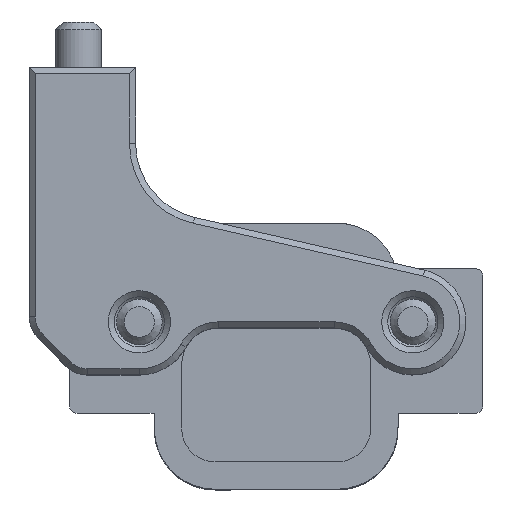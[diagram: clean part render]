
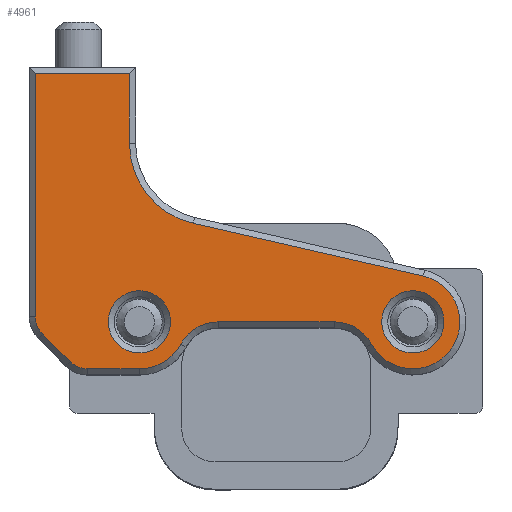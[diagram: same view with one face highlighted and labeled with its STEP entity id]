
A CAD part, top view. The second image highlights one B-rep face of the part: STEP entity #4961.
In plain terms, the highlighted face is planar.
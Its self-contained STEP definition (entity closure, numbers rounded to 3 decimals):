
#439=FACE_BOUND('',#963,.T.);
#440=FACE_BOUND('',#964,.T.);
#462=PLANE('',#5331);
#655=FACE_OUTER_BOUND('',#962,.T.);
#962=EDGE_LOOP('',(#3396,#3397,#3398,#3399,#3400,#3401,#3402,#3403,#3404,
#3405,#3406,#3407,#3408,#3409));
#963=EDGE_LOOP('',(#3410));
#964=EDGE_LOOP('',(#3411));
#1292=LINE('',#7257,#1587);
#1293=LINE('',#7263,#1588);
#1294=LINE('',#7269,#1589);
#1295=LINE('',#7273,#1590);
#1296=LINE('',#7275,#1591);
#1297=LINE('',#7277,#1592);
#1298=LINE('',#7280,#1593);
#1587=VECTOR('',#5898,10.);
#1588=VECTOR('',#5903,10.);
#1589=VECTOR('',#5908,10.);
#1590=VECTOR('',#5911,10.);
#1591=VECTOR('',#5912,10.);
#1592=VECTOR('',#5913,10.);
#1593=VECTOR('',#5916,10.);
#1885=CIRCLE('',#5330,2.05);
#1886=CIRCLE('',#5332,1.6);
#1887=CIRCLE('',#5333,3.092);
#1888=CIRCLE('',#5334,2.8);
#1889=CIRCLE('',#5335,2.8);
#1890=CIRCLE('',#5336,3.092);
#1891=CIRCLE('',#5337,5.4);
#1892=CIRCLE('',#5338,1.6);
#1893=CIRCLE('',#5339,2.05);
#2096=VERTEX_POINT('',#7249);
#2097=VERTEX_POINT('',#7253);
#2098=VERTEX_POINT('',#7254);
#2099=VERTEX_POINT('',#7256);
#2100=VERTEX_POINT('',#7258);
#2101=VERTEX_POINT('',#7260);
#2102=VERTEX_POINT('',#7262);
#2103=VERTEX_POINT('',#7264);
#2104=VERTEX_POINT('',#7266);
#2105=VERTEX_POINT('',#7268);
#2106=VERTEX_POINT('',#7270);
#2107=VERTEX_POINT('',#7272);
#2108=VERTEX_POINT('',#7274);
#2109=VERTEX_POINT('',#7276);
#2110=VERTEX_POINT('',#7278);
#2111=VERTEX_POINT('',#7281);
#2597=EDGE_CURVE('',#2096,#2096,#1885,.T.);
#2599=EDGE_CURVE('',#2097,#2098,#1886,.T.);
#2600=EDGE_CURVE('',#2099,#2097,#1292,.T.);
#2601=EDGE_CURVE('',#2100,#2099,#1887,.T.);
#2602=EDGE_CURVE('',#2101,#2100,#1888,.T.);
#2603=EDGE_CURVE('',#2102,#2101,#1293,.T.);
#2604=EDGE_CURVE('',#2103,#2102,#1889,.T.);
#2605=EDGE_CURVE('',#2104,#2103,#1890,.T.);
#2606=EDGE_CURVE('',#2105,#2104,#1294,.T.);
#2607=EDGE_CURVE('',#2106,#2105,#1891,.T.);
#2608=EDGE_CURVE('',#2107,#2106,#1295,.T.);
#2609=EDGE_CURVE('',#2108,#2107,#1296,.T.);
#2610=EDGE_CURVE('',#2109,#2108,#1297,.T.);
#2611=EDGE_CURVE('',#2110,#2109,#1892,.T.);
#2612=EDGE_CURVE('',#2098,#2110,#1298,.T.);
#2613=EDGE_CURVE('',#2111,#2111,#1893,.T.);
#3396=ORIENTED_EDGE('',*,*,#2599,.F.);
#3397=ORIENTED_EDGE('',*,*,#2600,.F.);
#3398=ORIENTED_EDGE('',*,*,#2601,.F.);
#3399=ORIENTED_EDGE('',*,*,#2602,.F.);
#3400=ORIENTED_EDGE('',*,*,#2603,.F.);
#3401=ORIENTED_EDGE('',*,*,#2604,.F.);
#3402=ORIENTED_EDGE('',*,*,#2605,.F.);
#3403=ORIENTED_EDGE('',*,*,#2606,.F.);
#3404=ORIENTED_EDGE('',*,*,#2607,.F.);
#3405=ORIENTED_EDGE('',*,*,#2608,.F.);
#3406=ORIENTED_EDGE('',*,*,#2609,.F.);
#3407=ORIENTED_EDGE('',*,*,#2610,.F.);
#3408=ORIENTED_EDGE('',*,*,#2611,.F.);
#3409=ORIENTED_EDGE('',*,*,#2612,.F.);
#3410=ORIENTED_EDGE('',*,*,#2613,.F.);
#3411=ORIENTED_EDGE('',*,*,#2597,.F.);
#4961=ADVANCED_FACE('',(#655,#439,#440),#462,.T.);
#5330=AXIS2_PLACEMENT_3D('',#7250,#5891,#5892);
#5331=AXIS2_PLACEMENT_3D('',#7252,#5894,#5895);
#5332=AXIS2_PLACEMENT_3D('',#7255,#5896,#5897);
#5333=AXIS2_PLACEMENT_3D('',#7259,#5899,#5900);
#5334=AXIS2_PLACEMENT_3D('',#7261,#5901,#5902);
#5335=AXIS2_PLACEMENT_3D('',#7265,#5904,#5905);
#5336=AXIS2_PLACEMENT_3D('',#7267,#5906,#5907);
#5337=AXIS2_PLACEMENT_3D('',#7271,#5909,#5910);
#5338=AXIS2_PLACEMENT_3D('',#7279,#5914,#5915);
#5339=AXIS2_PLACEMENT_3D('',#7282,#5917,#5918);
#5891=DIRECTION('center_axis',(0.,0.,
-1.));
#5892=DIRECTION('ref_axis',(0.574,0.819,0.));
#5894=DIRECTION('center_axis',(0.,0.,
-1.));
#5895=DIRECTION('ref_axis',(0.574,0.819,0.));
#5896=DIRECTION('center_axis',(0.,0.,
1.));
#5897=DIRECTION('ref_axis',(0.383,-0.924,0.));
#5898=DIRECTION('',(1.,0.,0.));
#5899=DIRECTION('center_axis',(0.,0.,
1.));
#5900=DIRECTION('ref_axis',(0.,-1.,0.));
#5901=DIRECTION('center_axis',(0.,0.,
-1.));
#5902=DIRECTION('ref_axis',(0.,1.,0.));
#5903=DIRECTION('',(1.,0.,0.));
#5904=DIRECTION('center_axis',(0.,0.,
-1.));
#5905=DIRECTION('ref_axis',(-1.,0.,0.));
#5906=DIRECTION('center_axis',(0.,0.,
1.));
#5907=DIRECTION('ref_axis',(-0.88,0.475,0.));
#5908=DIRECTION('',(-0.975,-0.223,0.));
#5909=DIRECTION('center_axis',(0.,0.,
-1.));
#5910=DIRECTION('ref_axis',(1.,0.,0.));
#5911=DIRECTION('',(0.,-1.,0.));
#5912=DIRECTION('',(-1.,0.,0.));
#5913=DIRECTION('',(0.,1.,0.));
#5914=DIRECTION('center_axis',(0.,0.,
1.));
#5915=DIRECTION('ref_axis',(0.924,-0.383,0.));
#5916=DIRECTION('',(0.707,0.707,0.));
#5917=DIRECTION('center_axis',(0.,0.,
-1.));
#5918=DIRECTION('ref_axis',(0.574,0.819,0.));
#7249=CARTESIAN_POINT('',(-14.676,-4.297,4.));
#7250=CARTESIAN_POINT('Origin',(-13.5,-2.618,4.));
#7252=CARTESIAN_POINT('Origin',(-17.256,2.492,4.));
#7253=CARTESIAN_POINT('',(-10.078,-5.71,4.));
#7254=CARTESIAN_POINT('',(-8.947,-5.241,4.));
#7255=CARTESIAN_POINT('Origin',(-10.078,-4.11,4.));
#7256=CARTESIAN_POINT('',(-13.5,-5.71,4.));
#7257=CARTESIAN_POINT('',(-13.253,-5.71,4.));
#7258=CARTESIAN_POINT('',(-16.22,-4.087,4.));
#7259=CARTESIAN_POINT('Origin',(-13.5,-2.618,4.));
#7260=CARTESIAN_POINT('',(-18.684,-2.618,4.));
#7261=CARTESIAN_POINT('Origin',(-18.684,-5.418,4.));
#7262=CARTESIAN_POINT('',(-26.316,-2.618,4.));
#7263=CARTESIAN_POINT('',(-17.97,-2.618,4.));
#7264=CARTESIAN_POINT('',(-28.78,-4.087,4.));
#7265=CARTESIAN_POINT('Origin',(-26.316,-5.418,4.));
#7266=CARTESIAN_POINT('',(-32.191,0.396,4.));
#7267=CARTESIAN_POINT('Origin',(-31.5,-2.618,4.));
#7268=CARTESIAN_POINT('',(-17.043,3.869,4.));
#7269=CARTESIAN_POINT('',(-24.868,2.074,4.));
#7270=CARTESIAN_POINT('',(-12.85,9.132,4.));
#7271=CARTESIAN_POINT('Origin',(-18.25,9.132,4.));
#7272=CARTESIAN_POINT('',(-12.85,13.732,4.));
#7273=CARTESIAN_POINT('',(-12.85,8.312,4.));
#7274=CARTESIAN_POINT('',(-6.65,13.732,4.));
#7275=CARTESIAN_POINT('',(-13.503,13.732,4.));
#7276=CARTESIAN_POINT('',(-6.65,-2.281,4.));
#7277=CARTESIAN_POINT('',(-6.65,8.312,4.));
#7278=CARTESIAN_POINT('',(-7.119,-3.413,4.));
#7279=CARTESIAN_POINT('Origin',(-8.25,-2.281,4.));
#7280=CARTESIAN_POINT('',(-7.884,-4.178,4.));
#7281=CARTESIAN_POINT('',(-32.676,-4.297,4.));
#7282=CARTESIAN_POINT('Origin',(-31.5,-2.618,4.));
